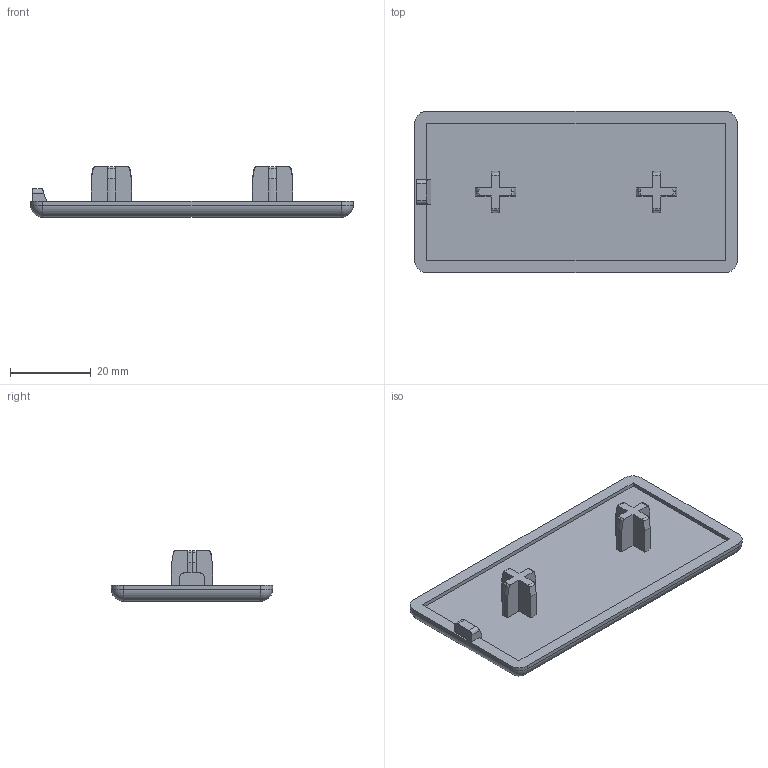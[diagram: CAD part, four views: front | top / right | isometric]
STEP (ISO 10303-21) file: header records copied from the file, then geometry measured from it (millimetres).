
FILE_DESCRIPTION(('FreeCAD Model'),'2;1');
FILE_NAME('Open CASCADE Shape Model','2024-03-19T16:05:20',(''),(''), 'Open CASCADE STEP processor 7.6','FreeCAD','Unknown');
FILE_SCHEMA(('AUTOMOTIVE_DESIGN { 1 0 10303 214 1 1 1 1 }'));
Length unit declared in the file: millimetre
Products named in the file (1): STB10-C8040
Bounding box: 80 x 40 x 12.5 mm (x, y, z)
Volume: 10546.4 mm3; surface area: 8018.5 mm2
Topology: 1 solids, 1 shells, 86 faces, 227 edges, 142 vertices
Faces by surface type: plane 36, cylinder 22, torus 12, cone 12, sphere 4
Entity records: 6526 total; most frequent: CARTESIAN_POINT 2126, DIRECTION 799, LINE 463, VECTOR 463, ORIENTED_EDGE 446, PCURVE 446, DEFINITIONAL_REPRESENTATION 446, EDGE_CURVE 223
